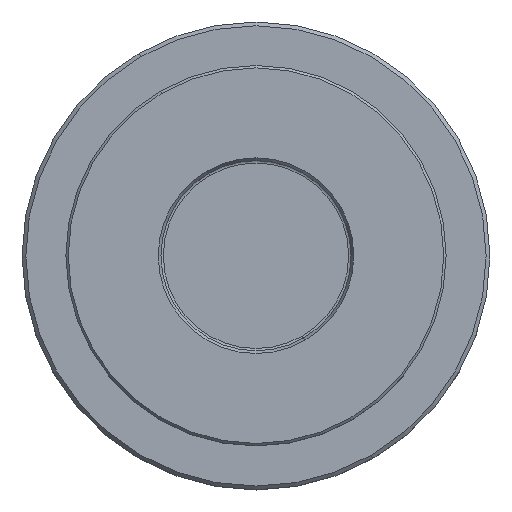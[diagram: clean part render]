
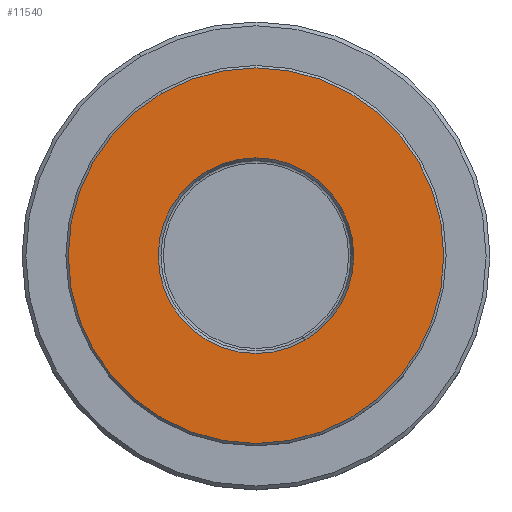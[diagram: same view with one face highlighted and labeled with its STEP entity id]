
A CAD part, top view. The second image highlights one B-rep face of the part: STEP entity #11540.
In plain terms, the highlighted planar face has unit normal (0, 0, 1).
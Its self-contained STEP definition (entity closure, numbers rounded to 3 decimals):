
#224=CARTESIAN_POINT('',(0.,0.,50.));
#225=DIRECTION('',(0.,0.,1.));
#226=DIRECTION('',(-0.5,0.866,0.));
#227=AXIS2_PLACEMENT_3D('',#224,#225,#226);
#232=CARTESIAN_POINT('',(0.,0.,50.));
#233=DIRECTION('',(0.,0.,-1.));
#234=DIRECTION('',(-0.5,0.866,0.));
#235=AXIS2_PLACEMENT_3D('',#232,#233,#234);
#254=CARTESIAN_POINT('',(0.,0.,50.));
#255=DIRECTION('',(0.,0.,-1.));
#256=DIRECTION('',(-0.5,0.866,0.));
#257=AXIS2_PLACEMENT_3D('',#254,#255,#256);
#262=CARTESIAN_POINT('',(0.,0.,50.));
#263=DIRECTION('',(0.,0.,1.));
#264=DIRECTION('',(-0.5,0.866,0.));
#265=AXIS2_PLACEMENT_3D('',#262,#263,#264);
#11245=CARTESIAN_POINT('',(-10.289,17.821,50.));
#11246=VERTEX_POINT('',#11245);
#11247=CARTESIAN_POINT('',(-19.75,34.208,50.));
#11249=VERTEX_POINT('',#11247);
#11301=CARTESIAN_POINT('',(10.289,-17.821,50.));
#11302=VERTEX_POINT('',#11301);
#11303=CARTESIAN_POINT('',(19.75,-34.208,50.));
#11305=VERTEX_POINT('',#11303);
#11525=CARTESIAN_POINT('',(0.,0.,50.));
#11526=DIRECTION('',(0.,0.,1.));
#11527=DIRECTION('',(0.5,-0.866,0.));
#11528=AXIS2_PLACEMENT_3D('',#11525,#11526,#11527);
#11529=PLANE('',#11528);
#11531=ORIENTED_EDGE('',*,*,#11530,.T.);
#11533=ORIENTED_EDGE('',*,*,#11532,.F.);
#11534=EDGE_LOOP('',(#11531,#11533));
#11535=FACE_OUTER_BOUND('',#11534,.F.);
#11536=ORIENTED_EDGE('',*,*,#11507,.T.);
#11537=ORIENTED_EDGE('',*,*,#11518,.F.);
#11538=EDGE_LOOP('',(#11536,#11537));
#11539=FACE_BOUND('',#11538,.F.);
#11540=ADVANCED_FACE('',(#11535,#11539),#11529,.T.);
#228=CIRCLE('',#227,20.577);
#236=CIRCLE('',#235,20.577);
#258=CIRCLE('',#257,39.5);
#266=CIRCLE('',#265,39.5);
#11507=EDGE_CURVE('',#11246,#11302,#228,.T.);
#11518=EDGE_CURVE('',#11246,#11302,#236,.T.);
#11530=EDGE_CURVE('',#11249,#11305,#258,.T.);
#11532=EDGE_CURVE('',#11249,#11305,#266,.T.);
